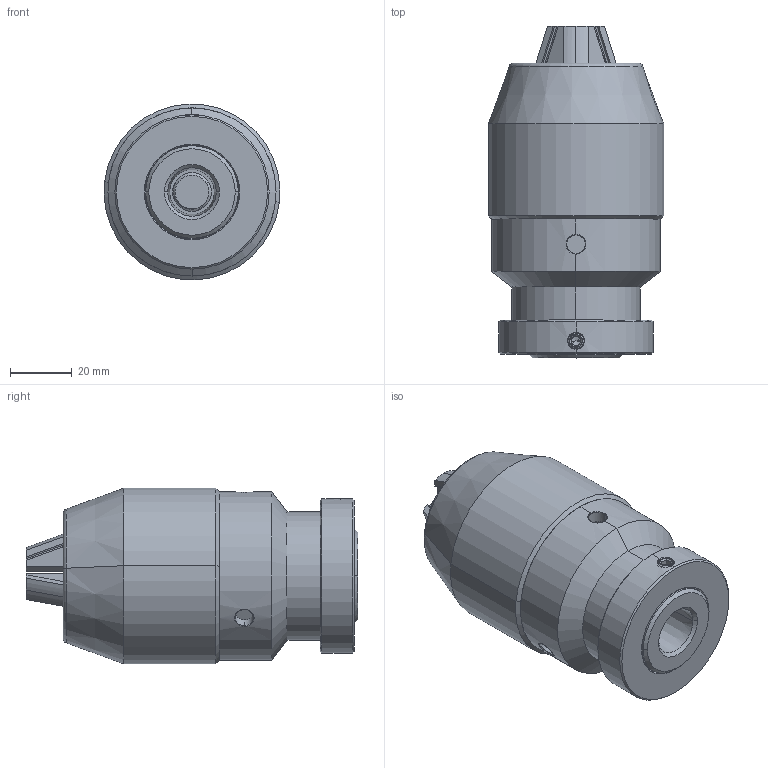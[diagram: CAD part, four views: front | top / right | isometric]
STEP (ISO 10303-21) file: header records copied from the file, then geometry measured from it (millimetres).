
FILE_DESCRIPTION (( 'STEP AP214' ), '1' );
FILE_NAME ('BA12216103306A.STEP', '2020-03-25T03:59:55', ( '' ), ( '' ), 'SwSTEP 2.0', 'SolidWorks 2017', '' );
FILE_SCHEMA (( 'AUTOMOTIVE_DESIGN' ));
Length unit declared in the file: millimetre
Products named in the file (12): 12604-04C; KM10-2002; 12205-103D; 12205-11003C; SY02-4406; BA12216103306A; 12205-10703B; 12205-10803B; 12205-306B; SB06-3015; 12205-101B; 12602-105
Assembly tree (38 placements, depth 2):
  BA12216103306A
    12205-101B
    12205-103D  x3
    12604-04C
    12205-306B
    12205-10803B
    12205-10703B
    SY02-4406
    12205-11003C
    SB06-3015  x26
    KM10-2002
    12602-105
Bounding box: 56.91 x 107.55 x 56.91 mm (x, y, z)
Volume: 171942.6 mm3; surface area: 70929.4 mm2
Topology: 38 solids, 38 shells, 570 faces, 1481 edges, 949 vertices
Faces by surface type: plane 204, cylinder 159, cone 123, sphere 52, torus 20, bspline 12
Entity records: 18320 total; most frequent: CARTESIAN_POINT 6023, DIRECTION 2208, ORIENTED_EDGE 2198, EDGE_CURVE 1099, AXIS2_PLACEMENT_3D 869, VERTEX_POINT 693, EDGE_LOOP 484, VECTOR 470
